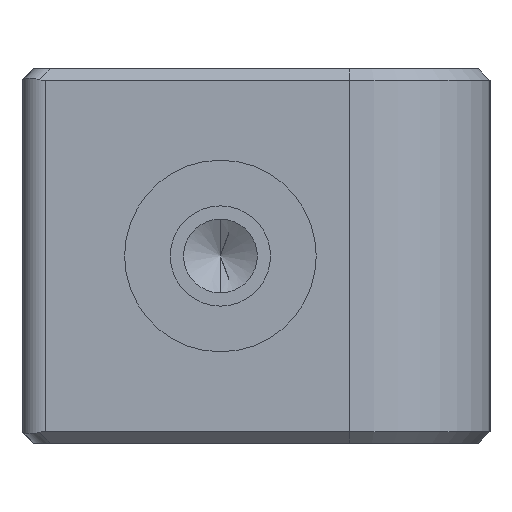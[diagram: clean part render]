
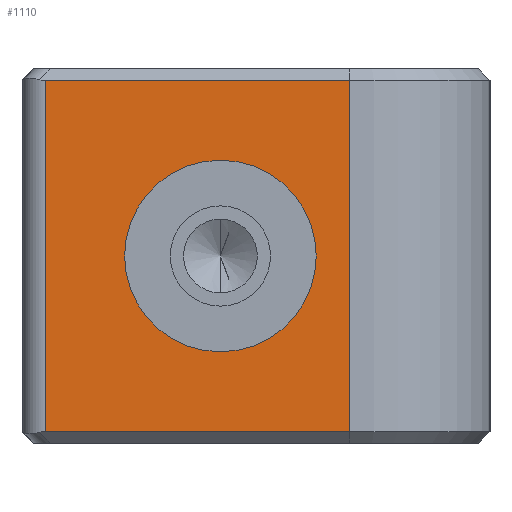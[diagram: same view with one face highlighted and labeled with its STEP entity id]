
A CAD part, left-side view. The second image highlights one B-rep face of the part: STEP entity #1110.
In plain terms, the highlighted planar face has unit normal (-1, 0, 0).
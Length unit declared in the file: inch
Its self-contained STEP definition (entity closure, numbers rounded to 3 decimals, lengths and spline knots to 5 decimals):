
#10 = CARTESIAN_POINT ( 'NONE',  ( -1.09375, 0.0475, 0.12795 ) ) ;
#49 = VECTOR ( 'NONE', #158, 39.37008 ) ;
#86 = ORIENTED_EDGE ( 'NONE', *, *, #1185, .T. ) ;
#110 = CARTESIAN_POINT ( 'NONE',  ( -1.09375, -0.125, -0.23437 ) ) ;
#114 = ORIENTED_EDGE ( 'NONE', *, *, #165, .F. ) ;
#141 = CARTESIAN_POINT ( 'NONE',  ( -1.09375, 0.3125, 0.23438 ) ) ;
#158 = DIRECTION ( 'NONE',  ( 0., 0., 1. ) ) ;
#164 = LINE ( 'NONE', #771, #434 ) ;
#165 = EDGE_CURVE ( 'NONE', #1415, #839, #481, .T. ) ;
#281 = DIRECTION ( 'NONE',  ( 0., 0., -1. ) ) ;
#282 = VECTOR ( 'NONE', #622, 39.37008 ) ;
#293 = EDGE_CURVE ( 'NONE', #839, #1415, #1401, .T. ) ;
#294 = CARTESIAN_POINT ( 'NONE',  ( -1.09375, -0.125, 0.25 ) ) ;
#366 = FACE_BOUND ( 'NONE', #1081, .T. ) ;
#391 = EDGE_CURVE ( 'NONE', #1321, #990, #785, .T. ) ;
#393 = CARTESIAN_POINT ( 'NONE',  ( -1.09375, 0.28125, 0.23438 ) ) ;
#426 = DIRECTION ( 'NONE',  ( -1., 0., 0. ) ) ;
#434 = VECTOR ( 'NONE', #1340, 39.37008 ) ;
#481 = CIRCLE ( 'NONE', #695, 0.12795 ) ;
#527 = CARTESIAN_POINT ( 'NONE',  ( -1.09375, 0.0475, -0.12795 ) ) ;
#616 = EDGE_CURVE ( 'NONE', #922, #698, #1459, .T. ) ;
#622 = DIRECTION ( 'NONE',  ( 0., 1., 0. ) ) ;
#657 = EDGE_CURVE ( 'NONE', #990, #922, #164, .T. ) ;
#695 = AXIS2_PLACEMENT_3D ( 'NONE', #1134, #1269, #1361 ) ;
#698 = VERTEX_POINT ( 'NONE', #1533 ) ;
#723 = AXIS2_PLACEMENT_3D ( 'NONE', #1487, #426, #1252 ) ;
#771 = CARTESIAN_POINT ( 'NONE',  ( -1.09375, 0.3125, -0.23437 ) ) ;
#785 = LINE ( 'NONE', #1025, #851 ) ;
#839 = VERTEX_POINT ( 'NONE', #10 ) ;
#843 = CARTESIAN_POINT ( 'NONE',  ( -1.09375, 0.3125, 0.25 ) ) ;
#851 = VECTOR ( 'NONE', #1359, 39.37008 ) ;
#860 = FACE_OUTER_BOUND ( 'NONE', #1080, .T. ) ;
#861 = CARTESIAN_POINT ( 'NONE',  ( -1.09375, 0.28125, -0.23437 ) ) ;
#867 = PLANE ( 'NONE',  #1536 ) ;
#874 = DIRECTION ( 'NONE',  ( 1., 0., 0. ) ) ;
#922 = VERTEX_POINT ( 'NONE', #110 ) ;
#990 = VERTEX_POINT ( 'NONE', #861 ) ;
#1025 = CARTESIAN_POINT ( 'NONE',  ( -1.09375, 0.28125, -0.23437 ) ) ;
#1080 = EDGE_LOOP ( 'NONE', ( #86, #1474, #1357, #1416 ) ) ;
#1081 = EDGE_LOOP ( 'NONE', ( #1412, #114 ) ) ;
#1110 = ADVANCED_FACE ( 'NONE', ( #860, #366 ), #867, .F. ) ;
#1113 = LINE ( 'NONE', #141, #282 ) ;
#1134 = CARTESIAN_POINT ( 'NONE',  ( -1.09375, 0.0475, 0. ) ) ;
#1185 = EDGE_CURVE ( 'NONE', #698, #1321, #1113, .T. ) ;
#1252 = DIRECTION ( 'NONE',  ( 0., 0., 1. ) ) ;
#1269 = DIRECTION ( 'NONE',  ( -1., 0., 0. ) ) ;
#1321 = VERTEX_POINT ( 'NONE', #393 ) ;
#1340 = DIRECTION ( 'NONE',  ( 0., -1., 0. ) ) ;
#1357 = ORIENTED_EDGE ( 'NONE', *, *, #657, .T. ) ;
#1359 = DIRECTION ( 'NONE',  ( 0., 0., -1. ) ) ;
#1361 = DIRECTION ( 'NONE',  ( 0., 0., 1. ) ) ;
#1401 = CIRCLE ( 'NONE', #723, 0.12795 ) ;
#1412 = ORIENTED_EDGE ( 'NONE', *, *, #293, .F. ) ;
#1415 = VERTEX_POINT ( 'NONE', #527 ) ;
#1416 = ORIENTED_EDGE ( 'NONE', *, *, #616, .T. ) ;
#1459 = LINE ( 'NONE', #294, #49 ) ;
#1474 = ORIENTED_EDGE ( 'NONE', *, *, #391, .T. ) ;
#1487 = CARTESIAN_POINT ( 'NONE',  ( -1.09375, 0.0475, 0. ) ) ;
#1533 = CARTESIAN_POINT ( 'NONE',  ( -1.09375, -0.125, 0.23438 ) ) ;
#1536 = AXIS2_PLACEMENT_3D ( 'NONE', #843, #874, #281 ) ;
